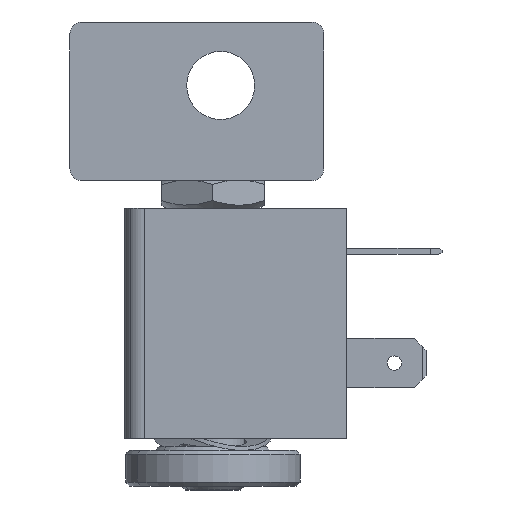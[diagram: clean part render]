
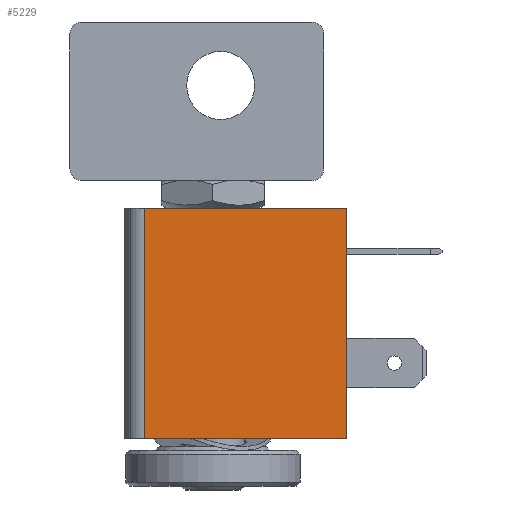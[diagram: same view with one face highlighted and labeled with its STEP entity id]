
A CAD part, left-side view. The second image highlights one B-rep face of the part: STEP entity #5229.
In plain terms, the highlighted face is planar.
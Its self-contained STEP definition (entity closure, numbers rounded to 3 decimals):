
#5172=CARTESIAN_POINT('',(11.15,11.5,14.25));
#5173=VERTEX_POINT('',#5172);
#5181=CARTESIAN_POINT('',(11.15,11.5,-14.75));
#5182=VERTEX_POINT('',#5181);
#5183=CARTESIAN_POINT('',(11.15,11.5,14.25));
#5184=DIRECTION('',(0.0,0.0,-1.0));
#5185=VECTOR('',#5184,29.0);
#5186=LINE('',#5183,#5185);
#5187=EDGE_CURVE('',#5173,#5182,#5186,.T.);
#5199=CARTESIAN_POINT('',(11.15,14.0,-14.75));
#5200=DIRECTION('',(1.0,0.0,0.0));
#5201=DIRECTION('',(0.0,0.0,-1.0));
#5202=AXIS2_PLACEMENT_3D('',#5199,#5200,#5201);
#5203=PLANE('',#5202);
#5204=ORIENTED_EDGE('',*,*,#5187,.F.);
#5205=CARTESIAN_POINT('',(11.15,-14.0,14.25));
#5206=VERTEX_POINT('',#5205);
#5207=CARTESIAN_POINT('',(11.15,11.5,14.25));
#5208=DIRECTION('',(0.0,-1.0,0.0));
#5209=VECTOR('',#5208,25.5);
#5210=LINE('',#5207,#5209);
#5211=EDGE_CURVE('',#5173,#5206,#5210,.T.);
#5212=ORIENTED_EDGE('',*,*,#5211,.T.);
#5213=CARTESIAN_POINT('',(11.15,-14.0,-14.75));
#5214=VERTEX_POINT('',#5213);
#5215=CARTESIAN_POINT('',(11.15,-14.0,-14.75));
#5216=DIRECTION('',(0.0,0.0,1.0));
#5217=VECTOR('',#5216,29.0);
#5218=LINE('',#5215,#5217);
#5219=EDGE_CURVE('',#5214,#5206,#5218,.T.);
#5220=ORIENTED_EDGE('',*,*,#5219,.F.);
#5221=CARTESIAN_POINT('',(11.15,-14.0,-14.75));
#5222=DIRECTION('',(0.0,1.0,0.0));
#5223=VECTOR('',#5222,25.5);
#5224=LINE('',#5221,#5223);
#5225=EDGE_CURVE('',#5214,#5182,#5224,.T.);
#5226=ORIENTED_EDGE('',*,*,#5225,.T.);
#5227=EDGE_LOOP('',(#5204,#5212,#5220,#5226));
#5228=FACE_OUTER_BOUND('',#5227,.T.);
#5229=ADVANCED_FACE('',(#5228),#5203,.T.);
